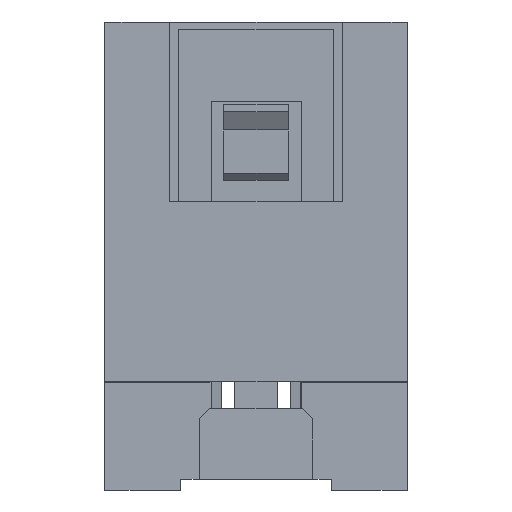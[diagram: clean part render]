
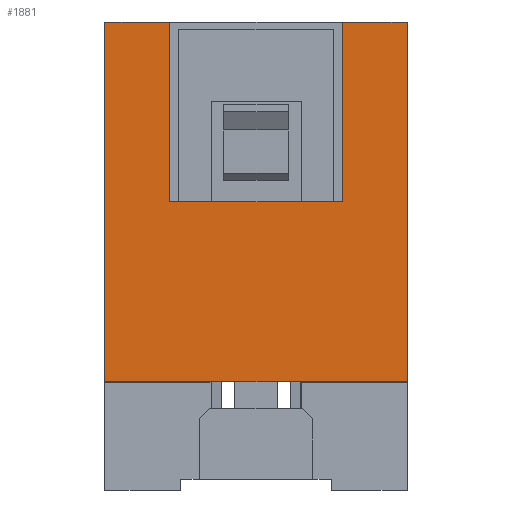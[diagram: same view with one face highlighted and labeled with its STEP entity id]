
A CAD part, left-side view. The second image highlights one B-rep face of the part: STEP entity #1881.
In plain terms, the highlighted planar face has unit normal (-1, 0, 0).
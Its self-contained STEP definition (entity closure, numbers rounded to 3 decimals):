
#1881 = ADVANCED_FACE( '', ( #4064 ), #4065, .T. );
#4064 = FACE_OUTER_BOUND( '', #6721, .T. );
#4065 = PLANE( '', #6722 );
#6721 = EDGE_LOOP( '', ( #11256, #11257, #11258, #11259, #11260, #11261, #11262, #11263 ) );
#6722 = AXIS2_PLACEMENT_3D( '', #11264, #11265, #11266 );
#11256 = ORIENTED_EDGE( '', *, *, #18597, .T. );
#11257 = ORIENTED_EDGE( '', *, *, #18598, .T. );
#11258 = ORIENTED_EDGE( '', *, *, #18599, .T. );
#11259 = ORIENTED_EDGE( '', *, *, #18600, .F. );
#11260 = ORIENTED_EDGE( '', *, *, #18601, .F. );
#11261 = ORIENTED_EDGE( '', *, *, #18602, .T. );
#11262 = ORIENTED_EDGE( '', *, *, #18603, .T. );
#11263 = ORIENTED_EDGE( '', *, *, #17790, .F. );
#11264 = CARTESIAN_POINT( '', ( -36.9, -4.2, -5. ) );
#11265 = DIRECTION( '', ( -1., 0., 0. ) );
#11266 = DIRECTION( '', ( 0., 0., 1. ) );
#17790 = EDGE_CURVE( '', #21828, #21830, #21831, .T. );
#18597 = EDGE_CURVE( '', #21828, #23139, #23140, .T. );
#18598 = EDGE_CURVE( '', #23139, #23141, #23142, .T. );
#18599 = EDGE_CURVE( '', #23141, #23143, #23144, .T. );
#18600 = EDGE_CURVE( '', #23145, #23143, #23146, .T. );
#18601 = EDGE_CURVE( '', #23147, #23145, #23148, .T. );
#18602 = EDGE_CURVE( '', #23147, #23149, #23150, .T. );
#18603 = EDGE_CURVE( '', #23149, #21830, #23151, .T. );
#21828 = VERTEX_POINT( '', #27523 );
#21830 = VERTEX_POINT( '', #27526 );
#21831 = LINE( '', #27527, #27528 );
#23139 = VERTEX_POINT( '', #29419 );
#23140 = LINE( '', #29420, #29421 );
#23141 = VERTEX_POINT( '', #29422 );
#23142 = LINE( '', #29423, #29424 );
#23143 = VERTEX_POINT( '', #29425 );
#23144 = LINE( '', #29426, #29427 );
#23145 = VERTEX_POINT( '', #29428 );
#23146 = LINE( '', #29429, #29430 );
#23147 = VERTEX_POINT( '', #29431 );
#23148 = LINE( '', #29432, #29433 );
#23149 = VERTEX_POINT( '', #29434 );
#23150 = LINE( '', #29435, #29436 );
#23151 = LINE( '', #29437, #29438 );
#27523 = CARTESIAN_POINT( '', ( -36.9, -2.4, 0. ) );
#27526 = CARTESIAN_POINT( '', ( -36.9, -2.4, 5. ) );
#27527 = CARTESIAN_POINT( '', ( -36.9, -2.4, 0. ) );
#27528 = VECTOR( '', #33459, 1000. );
#29419 = CARTESIAN_POINT( '', ( -36.9, 2.4, 0. ) );
#29420 = CARTESIAN_POINT( '', ( -36.9, -2.4, 0. ) );
#29421 = VECTOR( '', #34256, 1000. );
#29422 = CARTESIAN_POINT( '', ( -36.9, 2.4, 5. ) );
#29423 = CARTESIAN_POINT( '', ( -36.9, 2.4, 0. ) );
#29424 = VECTOR( '', #34257, 1000. );
#29425 = CARTESIAN_POINT( '', ( -36.9, 4.2, 5. ) );
#29426 = CARTESIAN_POINT( '', ( -36.9, -4.2, 5. ) );
#29427 = VECTOR( '', #34258, 1000. );
#29428 = CARTESIAN_POINT( '', ( -36.9, 4.2, -5. ) );
#29429 = CARTESIAN_POINT( '', ( -36.9, 4.2, -5. ) );
#29430 = VECTOR( '', #34259, 1000. );
#29431 = CARTESIAN_POINT( '', ( -36.9, -4.2, -5. ) );
#29432 = CARTESIAN_POINT( '', ( -36.9, -4.2, -5. ) );
#29433 = VECTOR( '', #34260, 1000. );
#29434 = CARTESIAN_POINT( '', ( -36.9, -4.2, 5. ) );
#29435 = CARTESIAN_POINT( '', ( -36.9, -4.2, -5. ) );
#29436 = VECTOR( '', #34261, 1000. );
#29437 = CARTESIAN_POINT( '', ( -36.9, -4.2, 5. ) );
#29438 = VECTOR( '', #34262, 1000. );
#33459 = DIRECTION( '', ( 0., 0., 1. ) );
#34256 = DIRECTION( '', ( 0., 1., 0. ) );
#34257 = DIRECTION( '', ( 0., 0., 1. ) );
#34258 = DIRECTION( '', ( 0., 1., 0. ) );
#34259 = DIRECTION( '', ( 0., 0., 1. ) );
#34260 = DIRECTION( '', ( 0., 1., 0. ) );
#34261 = DIRECTION( '', ( 0., 0., 1. ) );
#34262 = DIRECTION( '', ( 0., 1., 0. ) );
